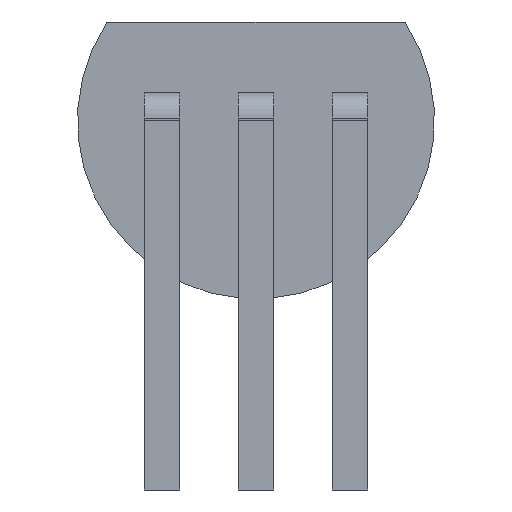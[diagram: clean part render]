
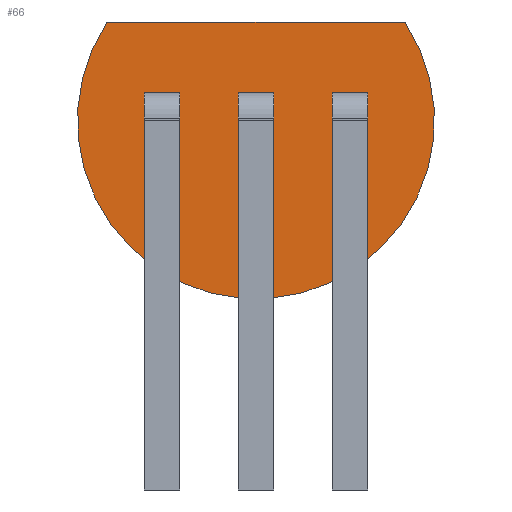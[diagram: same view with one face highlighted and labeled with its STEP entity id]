
A CAD part, front view. The second image highlights one B-rep face of the part: STEP entity #66.
In plain terms, the highlighted planar face has unit normal (0, -1, 0).
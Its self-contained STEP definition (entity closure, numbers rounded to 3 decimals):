
#21=VERTEX_POINT('',#22);
#22=CARTESIAN_POINT('',(-0.746,4.,3.83));
#33=VECTOR('',#34,1.);
#34=DIRECTION('',(1.,0.,0.));
#37=VERTEX_POINT('',#38);
#38=CARTESIAN_POINT('',(3.286,4.,3.83));
#40=ORIENTED_EDGE('',*,*,#41,.F.);
#41=EDGE_CURVE('',#21,#37,#42,.T.);
#42=LINE('',#22,#33);
#56=DIRECTION('',(0.,1.,0.));
#58=ORIENTED_EDGE('',*,*,#59,.F.);
#59=EDGE_CURVE('',#37,#21,#60,.T.);
#60=CIRCLE('',#61,2.415);
#61=AXIS2_PLACEMENT_3D('',#62,#56,#34);
#62=CARTESIAN_POINT('',(1.27,4.,2.5));
#66=ADVANCED_FACE('',(#67,#69,#101,#127),#153,.T.);
#67=FACE_BOUND('',#68,.T.);
#68=EDGE_LOOP('',(#40,#58));
#69=FACE_BOUND('',#70,.T.);
#70=EDGE_LOOP('',(#71,#81,#89,#97));
#71=ORIENTED_EDGE('',*,*,#72,.F.);
#72=EDGE_CURVE('',#73,#75,#77,.T.);
#73=VERTEX_POINT('',#74);
#74=CARTESIAN_POINT('',(1.51,4.,2.5));
#75=VERTEX_POINT('',#76);
#76=CARTESIAN_POINT('',(1.51,4.,2.88));
#77=LINE('',#78,#79);
#78=CARTESIAN_POINT('',(1.51,4.,3.165));
#79=VECTOR('',#80,1.);
#80=DIRECTION('',(0.,0.,1.));
#81=ORIENTED_EDGE('',*,*,#82,.T.);
#82=EDGE_CURVE('',#73,#83,#85,.T.);
#83=VERTEX_POINT('',#84);
#84=CARTESIAN_POINT('',(1.03,4.,2.5));
#85=LINE('',#86,#87);
#86=CARTESIAN_POINT('',(0.382,4.,2.5));
#87=VECTOR('',#88,1.);
#88=DIRECTION('',(-1.,0.,0.));
#89=ORIENTED_EDGE('',*,*,#90,.F.);
#90=EDGE_CURVE('',#91,#83,#93,.T.);
#91=VERTEX_POINT('',#92);
#92=CARTESIAN_POINT('',(1.03,4.,2.88));
#93=LINE('',#94,#95);
#94=CARTESIAN_POINT('',(1.03,4.,3.165));
#95=VECTOR('',#96,1.);
#96=DIRECTION('',(0.,0.,-1.));
#97=ORIENTED_EDGE('',*,*,#98,.F.);
#98=EDGE_CURVE('',#75,#91,#99,.T.);
#99=LINE('',#100,#87);
#100=CARTESIAN_POINT('',(0.382,4.,2.88));
#101=FACE_BOUND('',#102,.T.);
#102=EDGE_LOOP('',(#103,#111,#117,#123));
#103=ORIENTED_EDGE('',*,*,#104,.F.);
#104=EDGE_CURVE('',#105,#107,#109,.T.);
#105=VERTEX_POINT('',#106);
#106=CARTESIAN_POINT('',(2.78,4.,2.5));
#107=VERTEX_POINT('',#108);
#108=CARTESIAN_POINT('',(2.78,4.,2.88));
#109=LINE('',#110,#79);
#110=CARTESIAN_POINT('',(2.78,4.,3.165));
#111=ORIENTED_EDGE('',*,*,#112,.T.);
#112=EDGE_CURVE('',#105,#113,#115,.T.);
#113=VERTEX_POINT('',#114);
#114=CARTESIAN_POINT('',(2.3,4.,2.5));
#115=LINE('',#116,#87);
#116=CARTESIAN_POINT('',(1.017,4.,2.5));
#117=ORIENTED_EDGE('',*,*,#118,.F.);
#118=EDGE_CURVE('',#119,#113,#121,.T.);
#119=VERTEX_POINT('',#120);
#120=CARTESIAN_POINT('',(2.3,4.,2.88));
#121=LINE('',#122,#95);
#122=CARTESIAN_POINT('',(2.3,4.,3.165));
#123=ORIENTED_EDGE('',*,*,#124,.F.);
#124=EDGE_CURVE('',#107,#119,#125,.T.);
#125=LINE('',#126,#87);
#126=CARTESIAN_POINT('',(1.017,4.,2.88));
#127=FACE_BOUND('',#128,.T.);
#128=EDGE_LOOP('',(#129,#137,#143,#149));
#129=ORIENTED_EDGE('',*,*,#130,.F.);
#130=EDGE_CURVE('',#131,#133,#135,.T.);
#131=VERTEX_POINT('',#132);
#132=CARTESIAN_POINT('',(0.24,4.,2.5));
#133=VERTEX_POINT('',#134);
#134=CARTESIAN_POINT('',(0.24,4.,2.88));
#135=LINE('',#136,#79);
#136=CARTESIAN_POINT('',(0.24,4.,3.165));
#137=ORIENTED_EDGE('',*,*,#138,.T.);
#138=EDGE_CURVE('',#131,#139,#141,.T.);
#139=VERTEX_POINT('',#140);
#140=CARTESIAN_POINT('',(-0.24,4.,2.5));
#141=LINE('',#142,#87);
#142=CARTESIAN_POINT('',(-0.253,4.,2.5));
#143=ORIENTED_EDGE('',*,*,#144,.F.);
#144=EDGE_CURVE('',#145,#139,#147,.T.);
#145=VERTEX_POINT('',#146);
#146=CARTESIAN_POINT('',(-0.24,4.,2.88));
#147=LINE('',#148,#95);
#148=CARTESIAN_POINT('',(-0.24,4.,3.165));
#149=ORIENTED_EDGE('',*,*,#150,.F.);
#150=EDGE_CURVE('',#133,#145,#151,.T.);
#151=LINE('',#152,#87);
#152=CARTESIAN_POINT('',(-0.253,4.,2.88));
#153=PLANE('',#154);
#154=AXIS2_PLACEMENT_3D('',#22,#155,#156);
#155=DIRECTION('',(0.,-1.,0.));
#156=DIRECTION('',(0.,0.,-1.));
